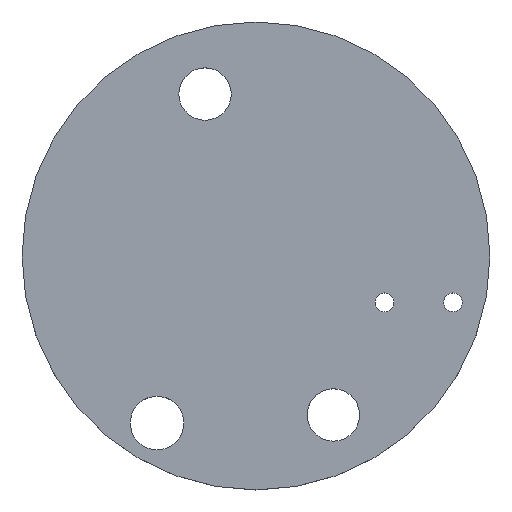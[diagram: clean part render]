
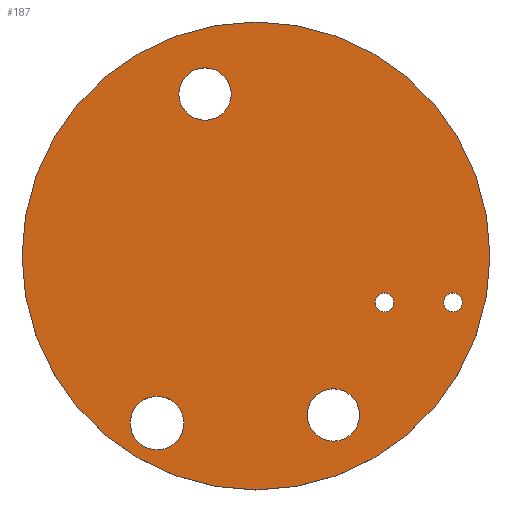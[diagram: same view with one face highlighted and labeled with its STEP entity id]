
A CAD part, top view. The second image highlights one B-rep face of the part: STEP entity #187.
In plain terms, the highlighted planar face has unit normal (0, 0, 1).
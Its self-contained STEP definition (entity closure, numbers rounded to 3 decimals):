
#42=CARTESIAN_POINT('Vertex',(22.225,0.,3.)) ;
#56=CARTESIAN_POINT('Vertex',(-22.225,0.,3.)) ;
#59=CARTESIAN_POINT('Axis2P3D Location',(0.,0.,3.)) ;
#76=CARTESIAN_POINT('Axis2P3D Location',(0.,0.,3.)) ;
#88=CARTESIAN_POINT('Axis2P3D Location',(0.,0.,3.)) ;
#97=CARTESIAN_POINT('Axis2P3D Location',(-4.843,15.378,3.)) ;
#101=CARTESIAN_POINT('Vertex',(-2.354,15.378,3.)) ;
#103=CARTESIAN_POINT('Vertex',(-7.333,15.378,3.)) ;
#106=CARTESIAN_POINT('Axis2P3D Location',(-4.843,15.378,3.)) ;
#115=CARTESIAN_POINT('Axis2P3D Location',(7.349,-15.102,3.)) ;
#119=CARTESIAN_POINT('Vertex',(9.838,-15.102,3.)) ;
#121=CARTESIAN_POINT('Vertex',(4.859,-15.102,3.)) ;
#124=CARTESIAN_POINT('Axis2P3D Location',(7.349,-15.102,3.)) ;
#133=CARTESIAN_POINT('Axis2P3D Location',(12.207,-4.405,3.)) ;
#137=CARTESIAN_POINT('Vertex',(13.096,-4.405,3.)) ;
#139=CARTESIAN_POINT('Vertex',(11.318,-4.405,3.)) ;
#142=CARTESIAN_POINT('Axis2P3D Location',(12.207,-4.405,3.)) ;
#151=CARTESIAN_POINT('Axis2P3D Location',(18.712,-4.405,3.)) ;
#155=CARTESIAN_POINT('Vertex',(19.601,-4.405,3.)) ;
#157=CARTESIAN_POINT('Vertex',(17.823,-4.405,3.)) ;
#160=CARTESIAN_POINT('Axis2P3D Location',(18.712,-4.405,3.)) ;
#169=CARTESIAN_POINT('Axis2P3D Location',(-9.398,-15.875,3.)) ;
#173=CARTESIAN_POINT('Vertex',(-6.858,-15.875,3.)) ;
#175=CARTESIAN_POINT('Vertex',(-11.938,-15.875,3.)) ;
#178=CARTESIAN_POINT('Axis2P3D Location',(-9.398,-15.875,3.)) ;
#60=DIRECTION('Axis2P3D Direction',(0.,0.,1.)) ;
#77=DIRECTION('Axis2P3D Direction',(0.,0.,1.)) ;
#89=DIRECTION('Axis2P3D Direction',(0.,0.,1.)) ;
#90=DIRECTION('Axis2P3D XDirection',(1.,0.,0.)) ;
#98=DIRECTION('Axis2P3D Direction',(0.,0.,1.)) ;
#107=DIRECTION('Axis2P3D Direction',(0.,0.,1.)) ;
#116=DIRECTION('Axis2P3D Direction',(0.,0.,1.)) ;
#125=DIRECTION('Axis2P3D Direction',(0.,0.,1.)) ;
#134=DIRECTION('Axis2P3D Direction',(0.,0.,1.)) ;
#143=DIRECTION('Axis2P3D Direction',(0.,0.,1.)) ;
#152=DIRECTION('Axis2P3D Direction',(0.,0.,1.)) ;
#161=DIRECTION('Axis2P3D Direction',(0.,0.,1.)) ;
#170=DIRECTION('Axis2P3D Direction',(0.,0.,1.)) ;
#179=DIRECTION('Axis2P3D Direction',(0.,0.,1.)) ;
#61=AXIS2_PLACEMENT_3D('Circle Axis2P3D',#59,#60,$) ;
#78=AXIS2_PLACEMENT_3D('Circle Axis2P3D',#76,#77,$) ;
#91=AXIS2_PLACEMENT_3D('Plane Axis2P3D',#88,#89,#90) ;
#99=AXIS2_PLACEMENT_3D('Circle Axis2P3D',#97,#98,$) ;
#108=AXIS2_PLACEMENT_3D('Circle Axis2P3D',#106,#107,$) ;
#117=AXIS2_PLACEMENT_3D('Circle Axis2P3D',#115,#116,$) ;
#126=AXIS2_PLACEMENT_3D('Circle Axis2P3D',#124,#125,$) ;
#135=AXIS2_PLACEMENT_3D('Circle Axis2P3D',#133,#134,$) ;
#144=AXIS2_PLACEMENT_3D('Circle Axis2P3D',#142,#143,$) ;
#153=AXIS2_PLACEMENT_3D('Circle Axis2P3D',#151,#152,$) ;
#162=AXIS2_PLACEMENT_3D('Circle Axis2P3D',#160,#161,$) ;
#171=AXIS2_PLACEMENT_3D('Circle Axis2P3D',#169,#170,$) ;
#180=AXIS2_PLACEMENT_3D('Circle Axis2P3D',#178,#179,$) ;
#62=CIRCLE('generated circle',#61,22.225) ;
#79=CIRCLE('generated circle',#78,22.225) ;
#100=CIRCLE('generated circle',#99,2.489) ;
#109=CIRCLE('generated circle',#108,2.489) ;
#118=CIRCLE('generated circle',#117,2.489) ;
#127=CIRCLE('generated circle',#126,2.489) ;
#136=CIRCLE('generated circle',#135,0.889) ;
#145=CIRCLE('generated circle',#144,0.889) ;
#154=CIRCLE('generated circle',#153,0.889) ;
#163=CIRCLE('generated circle',#162,0.889) ;
#172=CIRCLE('generated circle',#171,2.54) ;
#181=CIRCLE('generated circle',#180,2.54) ;
#92=PLANE('',#91) ;
#114=FACE_BOUND('',#111,.T.) ;
#132=FACE_BOUND('',#129,.T.) ;
#150=FACE_BOUND('',#147,.T.) ;
#168=FACE_BOUND('',#165,.T.) ;
#186=FACE_BOUND('',#183,.T.) ;
#63=EDGE_CURVE('',#43,#57,#62,.T.) ;
#80=EDGE_CURVE('',#57,#43,#79,.T.) ;
#105=EDGE_CURVE('',#102,#104,#100,.T.) ;
#110=EDGE_CURVE('',#104,#102,#109,.T.) ;
#123=EDGE_CURVE('',#120,#122,#118,.T.) ;
#128=EDGE_CURVE('',#122,#120,#127,.T.) ;
#141=EDGE_CURVE('',#138,#140,#136,.T.) ;
#146=EDGE_CURVE('',#140,#138,#145,.T.) ;
#159=EDGE_CURVE('',#156,#158,#154,.T.) ;
#164=EDGE_CURVE('',#158,#156,#163,.T.) ;
#177=EDGE_CURVE('',#174,#176,#172,.T.) ;
#182=EDGE_CURVE('',#176,#174,#181,.T.) ;
#94=ORIENTED_EDGE('',*,*,#63,.T.) ;
#95=ORIENTED_EDGE('',*,*,#80,.T.) ;
#112=ORIENTED_EDGE('',*,*,#105,.F.) ;
#113=ORIENTED_EDGE('',*,*,#110,.F.) ;
#130=ORIENTED_EDGE('',*,*,#123,.F.) ;
#131=ORIENTED_EDGE('',*,*,#128,.F.) ;
#148=ORIENTED_EDGE('',*,*,#141,.F.) ;
#149=ORIENTED_EDGE('',*,*,#146,.F.) ;
#166=ORIENTED_EDGE('',*,*,#159,.F.) ;
#167=ORIENTED_EDGE('',*,*,#164,.F.) ;
#184=ORIENTED_EDGE('',*,*,#177,.F.) ;
#185=ORIENTED_EDGE('',*,*,#182,.F.) ;
#93=EDGE_LOOP('',(#94,#95)) ;
#111=EDGE_LOOP('',(#112,#113)) ;
#129=EDGE_LOOP('',(#130,#131)) ;
#147=EDGE_LOOP('',(#148,#149)) ;
#165=EDGE_LOOP('',(#166,#167)) ;
#183=EDGE_LOOP('',(#184,#185)) ;
#43=VERTEX_POINT('',#42) ;
#57=VERTEX_POINT('',#56) ;
#102=VERTEX_POINT('',#101) ;
#104=VERTEX_POINT('',#103) ;
#120=VERTEX_POINT('',#119) ;
#122=VERTEX_POINT('',#121) ;
#138=VERTEX_POINT('',#137) ;
#140=VERTEX_POINT('',#139) ;
#156=VERTEX_POINT('',#155) ;
#158=VERTEX_POINT('',#157) ;
#174=VERTEX_POINT('',#173) ;
#176=VERTEX_POINT('',#175) ;
#187=ADVANCED_FACE('PartBody',(#96,#114,#132,#150,#168,#186),#92,.T.) ;
#96=FACE_OUTER_BOUND('',#93,.T.) ;
